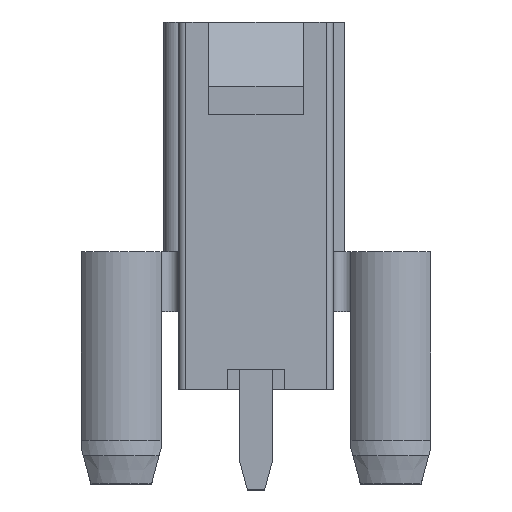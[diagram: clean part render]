
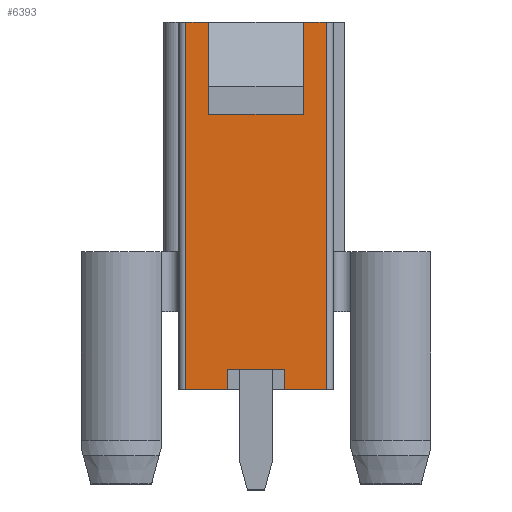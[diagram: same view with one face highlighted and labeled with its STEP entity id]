
A CAD part, top view. The second image highlights one B-rep face of the part: STEP entity #6393.
In plain terms, the highlighted planar face has unit normal (0, 0, 1).
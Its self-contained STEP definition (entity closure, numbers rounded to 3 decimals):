
#86 = EDGE_CURVE ( 'NONE', #1225, #3114, #1817, .T. ) ;
#155 = EDGE_CURVE ( 'NONE', #3242, #1265, #4974, .T. ) ;
#253 = DIRECTION ( 'NONE',  ( 0., -1., 0. ) ) ;
#278 = CARTESIAN_POINT ( 'NONE',  ( -2.45, 12.8, 4.8 ) ) ;
#372 = EDGE_CURVE ( 'NONE', #1367, #6386, #2252, .T. ) ;
#381 = VERTEX_POINT ( 'NONE', #3312 ) ;
#466 = ORIENTED_EDGE ( 'NONE', *, *, #4076, .F. ) ;
#531 = AXIS2_PLACEMENT_3D ( 'NONE', #4203, #570, #4572 ) ;
#570 = DIRECTION ( 'NONE',  ( 0., 0., -1. ) ) ;
#772 = ORIENTED_EDGE ( 'NONE', *, *, #3384, .F. ) ;
#796 = VECTOR ( 'NONE', #3738, 1000. ) ;
#901 = VERTEX_POINT ( 'NONE', #1377 ) ;
#1021 = DIRECTION ( 'NONE',  ( 0., 1., 0. ) ) ;
#1087 = CARTESIAN_POINT ( 'NONE',  ( -1.651, 9.7, 4.8 ) ) ;
#1171 = CARTESIAN_POINT ( 'NONE',  ( -1.651, 12.8, 4.8 ) ) ;
#1194 = CARTESIAN_POINT ( 'NONE',  ( -1.651, 9.7, 4.8 ) ) ;
#1225 = VERTEX_POINT ( 'NONE', #2015 ) ;
#1265 = VERTEX_POINT ( 'NONE', #4603 ) ;
#1275 = LINE ( 'NONE', #5429, #1896 ) ;
#1339 = VECTOR ( 'NONE', #5797, 1000. ) ;
#1349 = DIRECTION ( 'NONE',  ( -1., 0., 0. ) ) ;
#1367 = VERTEX_POINT ( 'NONE', #4161 ) ;
#1377 = CARTESIAN_POINT ( 'NONE',  ( 1.651, 12.8, 4.8 ) ) ;
#1560 = VECTOR ( 'NONE', #3224, 1000. ) ;
#1678 = ORIENTED_EDGE ( 'NONE', *, *, #372, .F. ) ;
#1732 = CARTESIAN_POINT ( 'NONE',  ( 2.45, 12.8, 4.8 ) ) ;
#1810 = DIRECTION ( 'NONE',  ( 1., 0., 0. ) ) ;
#1817 = LINE ( 'NONE', #5590, #796 ) ;
#1889 = VERTEX_POINT ( 'NONE', #1732 ) ;
#1896 = VECTOR ( 'NONE', #253, 1000. ) ;
#1995 = LINE ( 'NONE', #3940, #4039 ) ;
#2015 = CARTESIAN_POINT ( 'NONE',  ( 1.651, 9.7, 4.8 ) ) ;
#2042 = VECTOR ( 'NONE', #4707, 1000. ) ;
#2054 = VECTOR ( 'NONE', #6444, 1000. ) ;
#2117 = DIRECTION ( 'NONE',  ( 1., 0., 0. ) ) ;
#2237 = CARTESIAN_POINT ( 'NONE',  ( -1., 0.7, 4.8 ) ) ;
#2242 = CARTESIAN_POINT ( 'NONE',  ( -2.45, 0., 4.8 ) ) ;
#2252 = LINE ( 'NONE', #3822, #3500 ) ;
#2378 = ORIENTED_EDGE ( 'NONE', *, *, #5934, .T. ) ;
#2390 = EDGE_CURVE ( 'NONE', #901, #1889, #4889, .T. ) ;
#2718 = PLANE ( 'NONE',  #531 ) ;
#2774 = ORIENTED_EDGE ( 'NONE', *, *, #4914, .T. ) ;
#2829 = CARTESIAN_POINT ( 'NONE',  ( -2.45, 12.8, 4.8 ) ) ;
#2920 = ORIENTED_EDGE ( 'NONE', *, *, #2390, .F. ) ;
#3076 = ORIENTED_EDGE ( 'NONE', *, *, #86, .T. ) ;
#3114 = VERTEX_POINT ( 'NONE', #1087 ) ;
#3224 = DIRECTION ( 'NONE',  ( 0., 1., 0. ) ) ;
#3231 = VECTOR ( 'NONE', #5435, 1000. ) ;
#3242 = VERTEX_POINT ( 'NONE', #6306 ) ;
#3312 = CARTESIAN_POINT ( 'NONE',  ( -1., 0., 4.8 ) ) ;
#3384 = EDGE_CURVE ( 'NONE', #3242, #3441, #5798, .T. ) ;
#3441 = VERTEX_POINT ( 'NONE', #1171 ) ;
#3500 = VECTOR ( 'NONE', #1349, 1000. ) ;
#3654 = LINE ( 'NONE', #2242, #5773 ) ;
#3738 = DIRECTION ( 'NONE',  ( -1., 0., 0. ) ) ;
#3822 = CARTESIAN_POINT ( 'NONE',  ( -1., 0.7, 4.8 ) ) ;
#3878 = LINE ( 'NONE', #4818, #3231 ) ;
#3940 = CARTESIAN_POINT ( 'NONE',  ( 1.651, 9.7, 4.8 ) ) ;
#4039 = VECTOR ( 'NONE', #1021, 1000. ) ;
#4066 = EDGE_CURVE ( 'NONE', #3114, #3441, #4534, .T. ) ;
#4076 = EDGE_CURVE ( 'NONE', #6386, #381, #4670, .T. ) ;
#4161 = CARTESIAN_POINT ( 'NONE',  ( 1., 0.7, 4.8 ) ) ;
#4203 = CARTESIAN_POINT ( 'NONE',  ( -2.45, 12.8, 4.8 ) ) ;
#4304 = VECTOR ( 'NONE', #1810, 1000. ) ;
#4534 = LINE ( 'NONE', #1194, #1560 ) ;
#4572 = DIRECTION ( 'NONE',  ( -1., 0., 0. ) ) ;
#4603 = CARTESIAN_POINT ( 'NONE',  ( -2.45, 0., 4.8 ) ) ;
#4670 = LINE ( 'NONE', #4800, #1339 ) ;
#4677 = CARTESIAN_POINT ( 'NONE',  ( 2.45, 0., 4.8 ) ) ;
#4707 = DIRECTION ( 'NONE',  ( 1., 0., 0. ) ) ;
#4726 = CARTESIAN_POINT ( 'NONE',  ( -2.45, 12.8, 4.8 ) ) ;
#4734 = EDGE_CURVE ( 'NONE', #1889, #6366, #3878, .T. ) ;
#4800 = CARTESIAN_POINT ( 'NONE',  ( -1., 0.7, 4.8 ) ) ;
#4818 = CARTESIAN_POINT ( 'NONE',  ( 2.45, 12.8, 4.8 ) ) ;
#4851 = ORIENTED_EDGE ( 'NONE', *, *, #4856, .T. ) ;
#4856 = EDGE_CURVE ( 'NONE', #5432, #6366, #3654, .T. ) ;
#4889 = LINE ( 'NONE', #2829, #4304 ) ;
#4914 = EDGE_CURVE ( 'NONE', #1367, #5432, #1275, .T. ) ;
#4924 = ORIENTED_EDGE ( 'NONE', *, *, #5261, .F. ) ;
#4949 = ORIENTED_EDGE ( 'NONE', *, *, #4066, .T. ) ;
#4974 = LINE ( 'NONE', #4726, #5751 ) ;
#5169 = FACE_OUTER_BOUND ( 'NONE', #6527, .T. ) ;
#5261 = EDGE_CURVE ( 'NONE', #1225, #901, #1995, .T. ) ;
#5429 = CARTESIAN_POINT ( 'NONE',  ( 1., 0.7, 4.8 ) ) ;
#5432 = VERTEX_POINT ( 'NONE', #5940 ) ;
#5435 = DIRECTION ( 'NONE',  ( 0., -1., 0. ) ) ;
#5590 = CARTESIAN_POINT ( 'NONE',  ( 1.651, 9.7, 4.8 ) ) ;
#5647 = ORIENTED_EDGE ( 'NONE', *, *, #4734, .F. ) ;
#5685 = LINE ( 'NONE', #5757, #2042 ) ;
#5751 = VECTOR ( 'NONE', #6206, 1000. ) ;
#5757 = CARTESIAN_POINT ( 'NONE',  ( -2.45, 0., 4.8 ) ) ;
#5773 = VECTOR ( 'NONE', #2117, 1000. ) ;
#5797 = DIRECTION ( 'NONE',  ( 0., -1., 0. ) ) ;
#5798 = LINE ( 'NONE', #278, #2054 ) ;
#5934 = EDGE_CURVE ( 'NONE', #1265, #381, #5685, .T. ) ;
#5940 = CARTESIAN_POINT ( 'NONE',  ( 1., 0., 4.8 ) ) ;
#6206 = DIRECTION ( 'NONE',  ( 0., -1., 0. ) ) ;
#6306 = CARTESIAN_POINT ( 'NONE',  ( -2.45, 12.8, 4.8 ) ) ;
#6366 = VERTEX_POINT ( 'NONE', #4677 ) ;
#6386 = VERTEX_POINT ( 'NONE', #2237 ) ;
#6393 = ADVANCED_FACE ( 'NONE', ( #5169 ), #2718, .F. ) ;
#6444 = DIRECTION ( 'NONE',  ( 1., 0., 0. ) ) ;
#6490 = ORIENTED_EDGE ( 'NONE', *, *, #155, .T. ) ;
#6527 = EDGE_LOOP ( 'NONE', ( #2378, #466, #1678, #2774, #4851, #5647, #2920, #4924, #3076, #4949, #772, #6490 ) ) ;
